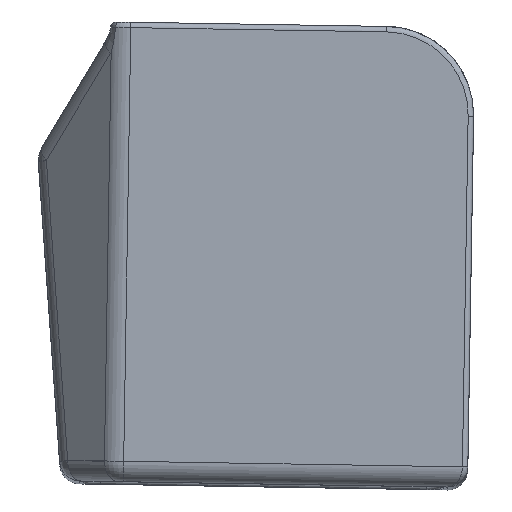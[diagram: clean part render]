
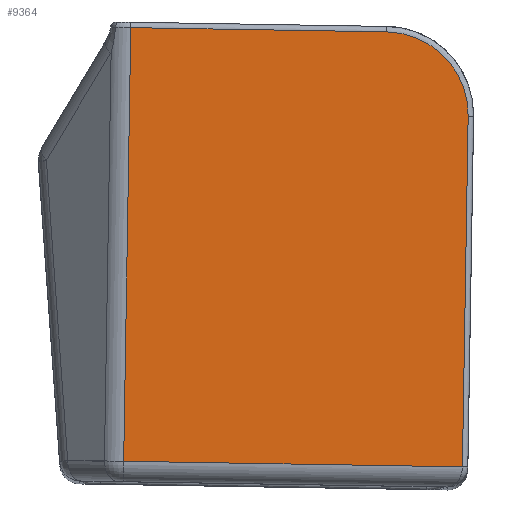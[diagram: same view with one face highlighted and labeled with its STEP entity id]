
A CAD part, top view. The second image highlights one B-rep face of the part: STEP entity #9364.
In plain terms, the highlighted planar face has unit normal (0, 0, 1).
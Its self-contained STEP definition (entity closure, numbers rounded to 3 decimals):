
#22 = VECTOR ( 'NONE', #2843, 1000. ) ;
#117 = EDGE_CURVE ( 'NONE', #10903, #7446, #14966, .T. ) ;
#199 = VECTOR ( 'NONE', #7242, 1000. ) ;
#503 = LINE ( 'NONE', #4058, #199 ) ;
#642 = VECTOR ( 'NONE', #976, 1000. ) ;
#976 = DIRECTION ( 'NONE',  ( 1., -0.016, 0. ) ) ;
#1725 = VECTOR ( 'NONE', #7523, 1000. ) ;
#2011 = CARTESIAN_POINT ( 'NONE',  ( -20.58, 0.338, 253. ) ) ;
#2843 = DIRECTION ( 'NONE',  ( -1., 0.016, 0. ) ) ;
#2903 = ORIENTED_EDGE ( 'NONE', *, *, #4346, .T. ) ;
#3004 = CARTESIAN_POINT ( 'NONE',  ( 29.196, -0.48, 253. ) ) ;
#3140 = CARTESIAN_POINT ( 'NONE',  ( 0., 0., 253. ) ) ;
#3455 = CARTESIAN_POINT ( 'NONE',  ( 18.045, 63.439, 253. ) ) ;
#3835 = ORIENTED_EDGE ( 'NONE', *, *, #4410, .T. ) ;
#3898 = DIRECTION ( 'NONE',  ( 0., 0., 1. ) ) ;
#4058 = CARTESIAN_POINT ( 'NONE',  ( -20.58, 0.338, 253. ) ) ;
#4342 = CARTESIAN_POINT ( 'NONE',  ( 29.196, -0.48, 253. ) ) ;
#4346 = EDGE_CURVE ( 'NONE', #7446, #6967, #10185, .T. ) ;
#4410 = EDGE_CURVE ( 'NONE', #11018, #12959, #503, .T. ) ;
#4730 = AXIS2_PLACEMENT_3D ( 'NONE', #6309, #3898, #9960 ) ;
#5153 = CARTESIAN_POINT ( 'NONE',  ( -19.533, 64.057, 253. ) ) ;
#5496 = DIRECTION ( 'NONE',  ( -1., 0., 0. ) ) ;
#6309 = CARTESIAN_POINT ( 'NONE',  ( 17.844, 51.241, 253. ) ) ;
#6328 = LINE ( 'NONE', #12238, #22 ) ;
#6967 = VERTEX_POINT ( 'NONE', #3455 ) ;
#7242 = DIRECTION ( 'NONE',  ( -0.016, -1., 0. ) ) ;
#7393 = ORIENTED_EDGE ( 'NONE', *, *, #11736, .T. ) ;
#7446 = VERTEX_POINT ( 'NONE', #13444 ) ;
#7523 = DIRECTION ( 'NONE',  ( 0.016, 1., 0. ) ) ;
#9364 = ADVANCED_FACE ( 'NONE', ( #13568 ), #11399, .F. ) ;
#9960 = DIRECTION ( 'NONE',  ( -1., 0., 0. ) ) ;
#10160 = ORIENTED_EDGE ( 'NONE', *, *, #117, .T. ) ;
#10185 = CIRCLE ( 'NONE', #4730, 12.2 ) ;
#10642 = EDGE_CURVE ( 'NONE', #6967, #11018, #6328, .T. ) ;
#10903 = VERTEX_POINT ( 'NONE', #3004 ) ;
#11018 = VERTEX_POINT ( 'NONE', #5153 ) ;
#11399 = PLANE ( 'NONE',  #12829 ) ;
#11402 = EDGE_LOOP ( 'NONE', ( #7393, #10160, #2903, #14208, #3835 ) ) ;
#11540 = CARTESIAN_POINT ( 'NONE',  ( 0., 0., 253. ) ) ;
#11736 = EDGE_CURVE ( 'NONE', #12959, #10903, #13919, .T. ) ;
#12238 = CARTESIAN_POINT ( 'NONE',  ( 1.047, 63.719, 253. ) ) ;
#12630 = DIRECTION ( 'NONE',  ( 0., 0., -1. ) ) ;
#12829 = AXIS2_PLACEMENT_3D ( 'NONE', #11540, #12630, #5496 ) ;
#12959 = VERTEX_POINT ( 'NONE', #2011 ) ;
#13444 = CARTESIAN_POINT ( 'NONE',  ( 30.043, 51.04, 253. ) ) ;
#13568 = FACE_OUTER_BOUND ( 'NONE', #11402, .T. ) ;
#13919 = LINE ( 'NONE', #3140, #642 ) ;
#14208 = ORIENTED_EDGE ( 'NONE', *, *, #10642, .T. ) ;
#14966 = LINE ( 'NONE', #4342, #1725 ) ;
